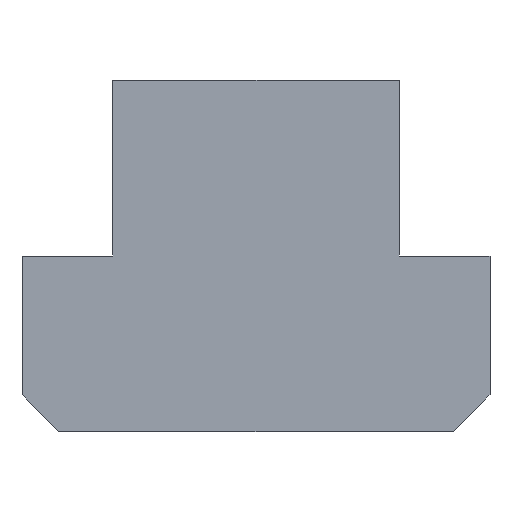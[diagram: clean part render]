
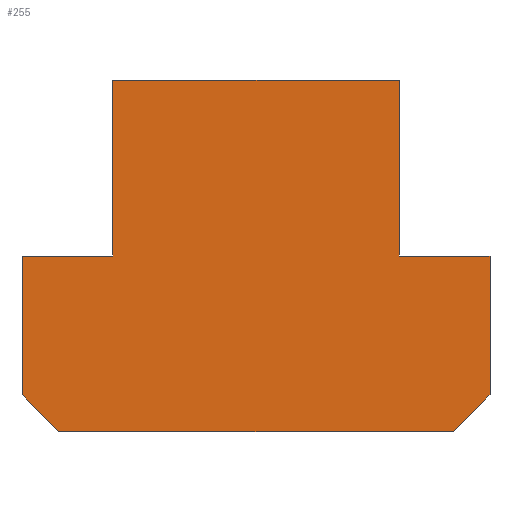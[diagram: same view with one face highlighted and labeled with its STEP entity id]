
A CAD part, front view. The second image highlights one B-rep face of the part: STEP entity #255.
In plain terms, the highlighted planar face has unit normal (0, -1, 0).
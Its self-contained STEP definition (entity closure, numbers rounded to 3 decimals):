
#137=VERTEX_POINT('',#325);
#143=VERTEX_POINT('',#332);
#153=EDGE_CURVE('',#219,#223,#344,.T.);
#161=VERTEX_POINT('',#353);
#165=EDGE_CURVE('',#223,#137,#357,.T.);
#181=EDGE_CURVE('',#161,#219,#375,.T.);
#197=EDGE_CURVE('',#227,#161,#391,.T.);
#209=VERTEX_POINT('',#405);
#213=VERTEX_POINT('',#411);
#215=EDGE_CURVE('',#137,#213,#413,.T.);
#219=VERTEX_POINT('',#417);
#223=VERTEX_POINT('',#421);
#227=VERTEX_POINT('',#425);
#229=EDGE_CURVE('',#241,#227,#427,.T.);
#239=EDGE_CURVE('',#143,#241,#437,.T.);
#241=VERTEX_POINT('',#439);
#243=EDGE_CURVE('',#209,#143,#441,.T.);
#245=EDGE_CURVE('',#263,#209,#443,.T.);
#255=ADVANCED_FACE('',(#454),#455,.T.);
#259=EDGE_CURVE('',#213,#263,#459,.T.);
#263=VERTEX_POINT('',#463);
#325=CARTESIAN_POINT('',(-16.,-16.0,-9.5));
#332=CARTESIAN_POINT('',(9.8,-16.0,12.0));
#344=LINE('',#545,#546);
#353=CARTESIAN_POINT('',(16.0,-16.0,-9.5));
#357=LINE('',#566,#567);
#375=LINE('',#589,#590);
#391=LINE('',#617,#618);
#405=CARTESIAN_POINT('',(-9.8,-16.0,12.0));
#411=CARTESIAN_POINT('',(-16.,-16.0,0.0));
#413=LINE('',#646,#647);
#417=CARTESIAN_POINT('',(13.5,-16.0,-12.0));
#421=CARTESIAN_POINT('',(-13.5,-16.0,-12.0));
#425=CARTESIAN_POINT('',(16.0,-16.0,0.0));
#427=LINE('',#666,#667);
#437=LINE('',#684,#685);
#439=CARTESIAN_POINT('',(9.8,-16.0,0.0));
#441=LINE('',#690,#691);
#443=LINE('',#694,#695);
#454=FACE_OUTER_BOUND('',#709,.T.);
#455=PLANE('',#710);
#459=LINE('',#717,#718);
#463=CARTESIAN_POINT('',(-9.8,-16.0,0.0));
#545=CARTESIAN_POINT('',(-13.5,-16.0,-12.0));
#546=VECTOR('',#818,1.0);
#566=CARTESIAN_POINT('',(-16.,-16.0,-9.5));
#567=VECTOR('',#830,1.0);
#589=CARTESIAN_POINT('',(13.5,-16.0,-12.0));
#590=VECTOR('',#851,1.0);
#617=CARTESIAN_POINT('',(16.0,-16.0,-9.5));
#618=VECTOR('',#861,1.0);
#646=CARTESIAN_POINT('',(-16.,-16.0,0.0));
#647=VECTOR('',#887,1.0);
#666=CARTESIAN_POINT('',(16.0,-16.0,0.0));
#667=VECTOR('',#890,1.0);
#684=CARTESIAN_POINT('',(9.8,-16.0,0.0));
#685=VECTOR('',#894,1.0);
#690=CARTESIAN_POINT('',(9.8,-16.0,12.0));
#691=VECTOR('',#895,1.0);
#694=CARTESIAN_POINT('',(-9.8,-16.0,12.0));
#695=VECTOR('',#896,1.0);
#709=EDGE_LOOP('',(#916,#917,#918,#919,#920,#921,#922,#923,#924,#925));
#710=AXIS2_PLACEMENT_3D('',#926,#927,#928);
#717=CARTESIAN_POINT('',(-9.8,-16.0,0.0));
#718=VECTOR('',#930,1.0);
#818=DIRECTION('',(-1.0,0.0,0.0));
#830=DIRECTION('',(-0.707,0.,0.707));
#851=DIRECTION('',(-0.707,0.,-0.707));
#861=DIRECTION('',(0.0,0.,-1.0));
#887=DIRECTION('',(0.0,0.,1.0));
#890=DIRECTION('',(1.0,0.0,0.0));
#894=DIRECTION('',(0.0,0.,-1.0));
#895=DIRECTION('',(1.0,0.0,0.0));
#896=DIRECTION('',(0.0,0.,1.0));
#916=ORIENTED_EDGE('',*,*,#181,.F.);
#917=ORIENTED_EDGE('',*,*,#197,.F.);
#918=ORIENTED_EDGE('',*,*,#229,.F.);
#919=ORIENTED_EDGE('',*,*,#239,.F.);
#920=ORIENTED_EDGE('',*,*,#243,.F.);
#921=ORIENTED_EDGE('',*,*,#245,.F.);
#922=ORIENTED_EDGE('',*,*,#259,.F.);
#923=ORIENTED_EDGE('',*,*,#215,.F.);
#924=ORIENTED_EDGE('',*,*,#165,.F.);
#925=ORIENTED_EDGE('',*,*,#153,.F.);
#926=CARTESIAN_POINT('',(0.,-16.0,-1.018));
#927=DIRECTION('',(0.0,-1.0,0.));
#928=DIRECTION('',(1.0,0.0,0.0));
#930=DIRECTION('',(1.0,0.0,0.0));
